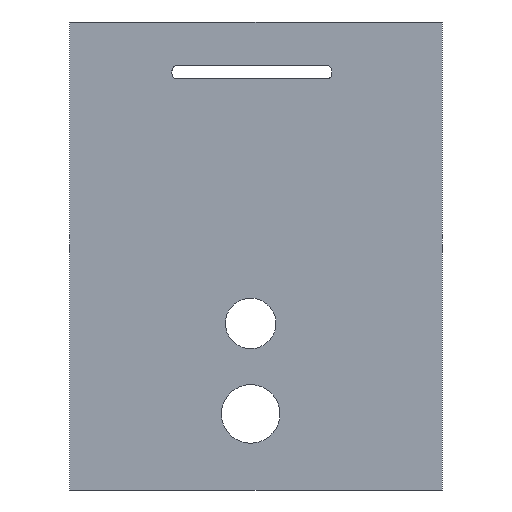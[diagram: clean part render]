
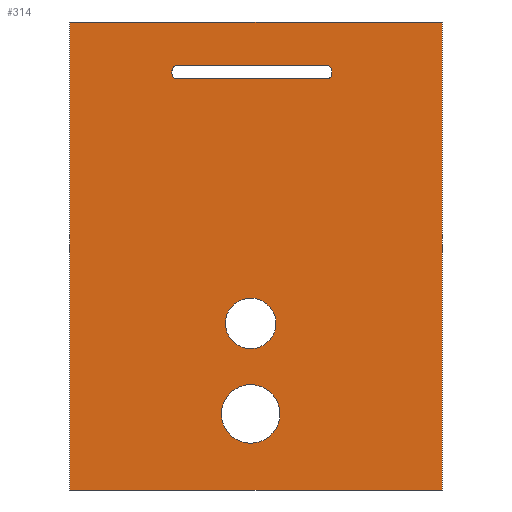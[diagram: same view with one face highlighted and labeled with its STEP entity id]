
A CAD part, left-side view. The second image highlights one B-rep face of the part: STEP entity #314.
In plain terms, the highlighted planar face has unit normal (-1, 0, 0).
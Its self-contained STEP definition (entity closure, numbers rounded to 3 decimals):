
#18=FACE_BOUND('',#64,.T.);
#19=FACE_BOUND('',#65,.T.);
#20=FACE_BOUND('',#66,.T.);
#28=PLANE('',#356);
#44=FACE_OUTER_BOUND('',#63,.T.);
#63=EDGE_LOOP('',(#273,#274,#275,#276));
#64=EDGE_LOOP('',(#277));
#65=EDGE_LOOP('',(#278,#279,#280,#281,#282,#283,#284,#285));
#66=EDGE_LOOP('',(#286));
#72=LINE('',#461,#102);
#76=LINE('',#473,#106);
#80=LINE('',#485,#110);
#84=LINE('',#497,#114);
#88=LINE('',#513,#118);
#96=LINE('',#528,#126);
#97=LINE('',#530,#127);
#98=LINE('',#531,#128);
#102=VECTOR('',#372,10.);
#106=VECTOR('',#384,10.);
#110=VECTOR('',#396,10.);
#114=VECTOR('',#408,10.);
#118=VECTOR('',#426,10.);
#126=VECTOR('',#438,10.);
#127=VECTOR('',#441,10.);
#128=VECTOR('',#442,10.);
#130=CIRCLE('',#333,9.5);
#132=CIRCLE('',#337,2.);
#134=CIRCLE('',#341,2.);
#136=CIRCLE('',#345,2.);
#138=CIRCLE('',#349,2.);
#139=CIRCLE('',#351,11.);
#142=VERTEX_POINT('',#451);
#145=VERTEX_POINT('',#458);
#146=VERTEX_POINT('',#460);
#148=VERTEX_POINT('',#466);
#150=VERTEX_POINT('',#472);
#152=VERTEX_POINT('',#478);
#154=VERTEX_POINT('',#484);
#156=VERTEX_POINT('',#490);
#158=VERTEX_POINT('',#496);
#159=VERTEX_POINT('',#503);
#162=VERTEX_POINT('',#510);
#163=VERTEX_POINT('',#512);
#167=VERTEX_POINT('',#524);
#168=VERTEX_POINT('',#526);
#171=EDGE_CURVE('',#142,#142,#130,.T.);
#174=EDGE_CURVE('',#146,#145,#72,.T.);
#177=EDGE_CURVE('',#148,#146,#132,.T.);
#180=EDGE_CURVE('',#150,#148,#76,.T.);
#183=EDGE_CURVE('',#152,#150,#134,.T.);
#186=EDGE_CURVE('',#154,#152,#80,.T.);
#189=EDGE_CURVE('',#156,#154,#136,.T.);
#192=EDGE_CURVE('',#158,#156,#84,.T.);
#195=EDGE_CURVE('',#145,#158,#138,.T.);
#196=EDGE_CURVE('',#159,#159,#139,.T.);
#200=EDGE_CURVE('',#162,#163,#88,.T.);
#208=EDGE_CURVE('',#167,#168,#96,.T.);
#209=EDGE_CURVE('',#162,#167,#97,.T.);
#210=EDGE_CURVE('',#163,#168,#98,.T.);
#273=ORIENTED_EDGE('',*,*,#209,.T.);
#274=ORIENTED_EDGE('',*,*,#208,.T.);
#275=ORIENTED_EDGE('',*,*,#210,.F.);
#276=ORIENTED_EDGE('',*,*,#200,.F.);
#277=ORIENTED_EDGE('',*,*,#171,.T.);
#278=ORIENTED_EDGE('',*,*,#186,.T.);
#279=ORIENTED_EDGE('',*,*,#183,.T.);
#280=ORIENTED_EDGE('',*,*,#180,.T.);
#281=ORIENTED_EDGE('',*,*,#177,.T.);
#282=ORIENTED_EDGE('',*,*,#174,.T.);
#283=ORIENTED_EDGE('',*,*,#195,.T.);
#284=ORIENTED_EDGE('',*,*,#192,.T.);
#285=ORIENTED_EDGE('',*,*,#189,.T.);
#286=ORIENTED_EDGE('',*,*,#196,.T.);
#314=ADVANCED_FACE('',(#44,#18,#19,#20),#28,.T.);
#333=AXIS2_PLACEMENT_3D('',#453,#366,#367);
#337=AXIS2_PLACEMENT_3D('',#467,#378,#379);
#341=AXIS2_PLACEMENT_3D('',#479,#390,#391);
#345=AXIS2_PLACEMENT_3D('',#491,#402,#403);
#349=AXIS2_PLACEMENT_3D('',#501,#414,#415);
#351=AXIS2_PLACEMENT_3D('',#504,#418,#419);
#356=AXIS2_PLACEMENT_3D('',#529,#439,#440);
#366=DIRECTION('center_axis',(1.,0.,0.));
#367=DIRECTION('ref_axis',(0.,1.,0.));
#372=DIRECTION('',(0.,0.,1.));
#378=DIRECTION('center_axis',(1.,0.,0.));
#379=DIRECTION('ref_axis',(0.,1.,0.));
#384=DIRECTION('',(0.,1.,0.));
#390=DIRECTION('center_axis',(1.,0.,0.));
#391=DIRECTION('ref_axis',(0.,0.,-1.));
#396=DIRECTION('',(0.,0.,-1.));
#402=DIRECTION('center_axis',(1.,0.,0.));
#403=DIRECTION('ref_axis',(0.,-1.,0.));
#408=DIRECTION('',(0.,-1.,0.));
#414=DIRECTION('center_axis',(1.,0.,0.));
#415=DIRECTION('ref_axis',(0.,0.,1.));
#418=DIRECTION('center_axis',(1.,0.,0.));
#419=DIRECTION('ref_axis',(0.,1.,0.));
#426=DIRECTION('',(0.,1.,0.));
#438=DIRECTION('',(0.,1.,0.));
#439=DIRECTION('center_axis',(-1.,0.,0.));
#440=DIRECTION('ref_axis',(0.,0.,1.));
#441=DIRECTION('',(0.,0.,1.));
#442=DIRECTION('',(0.,0.,1.));
#451=CARTESIAN_POINT('',(-180.571,62.5,-18.988));
#453=CARTESIAN_POINT('Origin',(-180.571,72.,-18.988));
#458=CARTESIAN_POINT('',(-180.571,101.564,75.789));
#460=CARTESIAN_POINT('',(-180.571,101.564,74.789));
#461=CARTESIAN_POINT('',(-180.571,101.564,-3.381));
#466=CARTESIAN_POINT('',(-180.571,99.564,72.789));
#467=CARTESIAN_POINT('Origin',(-180.571,99.564,74.789));
#472=CARTESIAN_POINT('',(-180.571,43.564,72.789));
#473=CARTESIAN_POINT('',(-180.571,21.782,72.789));
#478=CARTESIAN_POINT('',(-180.571,41.564,74.789));
#479=CARTESIAN_POINT('Origin',(-180.571,43.564,74.789));
#484=CARTESIAN_POINT('',(-180.571,41.564,75.789));
#485=CARTESIAN_POINT('',(-180.571,41.564,-2.881));
#490=CARTESIAN_POINT('',(-180.571,43.564,77.789));
#491=CARTESIAN_POINT('Origin',(-180.571,43.564,75.789));
#496=CARTESIAN_POINT('',(-180.571,99.564,77.789));
#497=CARTESIAN_POINT('',(-180.571,49.782,77.789));
#501=CARTESIAN_POINT('Origin',(-180.571,99.564,75.789));
#503=CARTESIAN_POINT('',(-180.571,61.,-52.985));
#504=CARTESIAN_POINT('Origin',(-180.571,72.,-52.985));
#510=CARTESIAN_POINT('',(-180.571,0.,-81.551));
#512=CARTESIAN_POINT('',(-180.571,140.,-81.551));
#513=CARTESIAN_POINT('',(-180.571,0.,-81.551));
#524=CARTESIAN_POINT('',(-180.571,0.,94.165));
#526=CARTESIAN_POINT('',(-180.571,140.,94.165));
#528=CARTESIAN_POINT('',(-180.571,0.,94.165));
#529=CARTESIAN_POINT('Origin',(-180.571,0.,-81.551));
#530=CARTESIAN_POINT('',(-180.571,0.,-81.551));
#531=CARTESIAN_POINT('',(-180.571,140.,-81.551));
